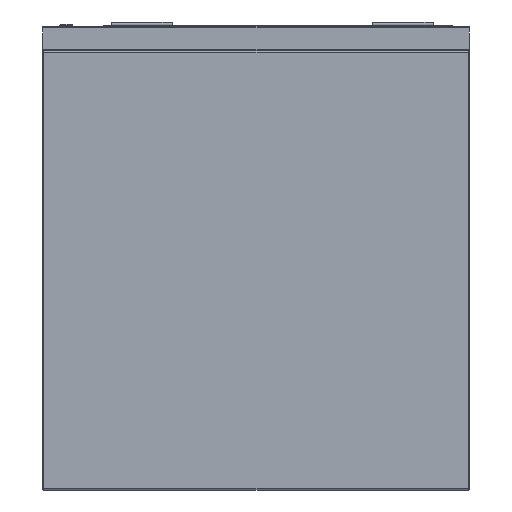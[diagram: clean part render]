
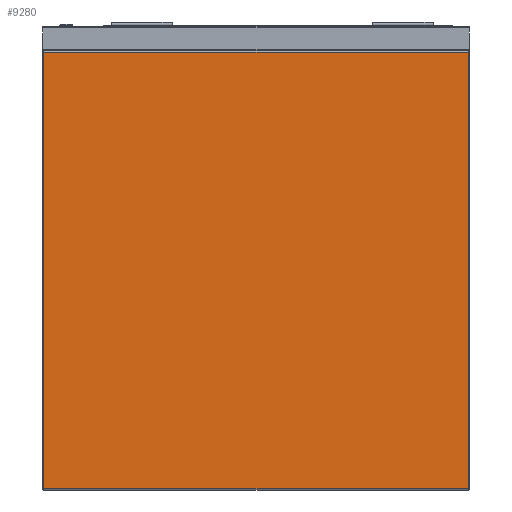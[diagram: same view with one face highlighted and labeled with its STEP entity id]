
A CAD part, left-side view. The second image highlights one B-rep face of the part: STEP entity #9280.
In plain terms, the highlighted planar face has unit normal (-1, 0, 0).
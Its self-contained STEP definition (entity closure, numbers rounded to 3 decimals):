
#318 = LINE ( 'NONE', #9891, #14107 ) ;
#398 = CARTESIAN_POINT ( 'NONE',  ( -772.5, -348., -42. ) ) ;
#1105 = VECTOR ( 'NONE', #5146, 1000. ) ;
#1480 = CARTESIAN_POINT ( 'NONE',  ( -772.5, -348., -758. ) ) ;
#1498 = DIRECTION ( 'NONE',  ( 0., -1., 0. ) ) ;
#1568 = EDGE_CURVE ( 'NONE', #3002, #12167, #17759, .T. ) ;
#2124 = DIRECTION ( 'NONE',  ( 0., 0., -1. ) ) ;
#3002 = VERTEX_POINT ( 'NONE', #5583 ) ;
#3848 = DIRECTION ( 'NONE',  ( 0., -1., 0. ) ) ;
#4354 = PLANE ( 'NONE',  #17442 ) ;
#5146 = DIRECTION ( 'NONE',  ( 0., 0., 1. ) ) ;
#5583 = CARTESIAN_POINT ( 'NONE',  ( -772.5, 348., -758. ) ) ;
#6284 = FACE_OUTER_BOUND ( 'NONE', #8402, .T. ) ;
#6630 = EDGE_CURVE ( 'NONE', #9386, #3002, #318, .T. ) ;
#7717 = DIRECTION ( 'NONE',  ( -1., 0., 0. ) ) ;
#7919 = ORIENTED_EDGE ( 'NONE', *, *, #9153, .T. ) ;
#8279 = ORIENTED_EDGE ( 'NONE', *, *, #19955, .T. ) ;
#8402 = EDGE_LOOP ( 'NONE', ( #8279, #7919, #11468, #16664 ) ) ;
#8598 = VECTOR ( 'NONE', #3848, 1000. ) ;
#8642 = CARTESIAN_POINT ( 'NONE',  ( -772.5, 350., -42. ) ) ;
#9153 = EDGE_CURVE ( 'NONE', #18920, #9386, #16228, .T. ) ;
#9280 = ADVANCED_FACE ( 'Fl�che7', ( #6284 ), #4354, .T. ) ;
#9386 = VERTEX_POINT ( 'NONE', #19884 ) ;
#9891 = CARTESIAN_POINT ( 'NONE',  ( -772.5, 348., -760. ) ) ;
#10358 = VECTOR ( 'NONE', #16535, 1000. ) ;
#11433 = LINE ( 'NONE', #11533, #1105 ) ;
#11468 = ORIENTED_EDGE ( 'NONE', *, *, #6630, .T. ) ;
#11533 = CARTESIAN_POINT ( 'NONE',  ( -772.5, -348., -760. ) ) ;
#12167 = VERTEX_POINT ( 'NONE', #1480 ) ;
#14107 = VECTOR ( 'NONE', #2124, 1000. ) ;
#16228 = LINE ( 'NONE', #8642, #10358 ) ;
#16535 = DIRECTION ( 'NONE',  ( 0., 1., 0. ) ) ;
#16664 = ORIENTED_EDGE ( 'NONE', *, *, #1568, .T. ) ;
#17442 = AXIS2_PLACEMENT_3D ( 'NONE', #18364, #7717, #1498 ) ;
#17450 = CARTESIAN_POINT ( 'NONE',  ( -772.5, -350., -758. ) ) ;
#17759 = LINE ( 'NONE', #17450, #8598 ) ;
#18364 = CARTESIAN_POINT ( 'NONE',  ( -772.5, -350., -760. ) ) ;
#18920 = VERTEX_POINT ( 'NONE', #398 ) ;
#19884 = CARTESIAN_POINT ( 'NONE',  ( -772.5, 348., -42. ) ) ;
#19955 = EDGE_CURVE ( 'NONE', #12167, #18920, #11433, .T. ) ;
